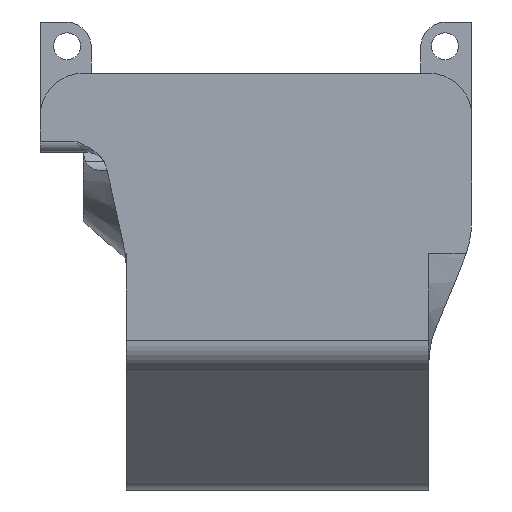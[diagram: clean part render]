
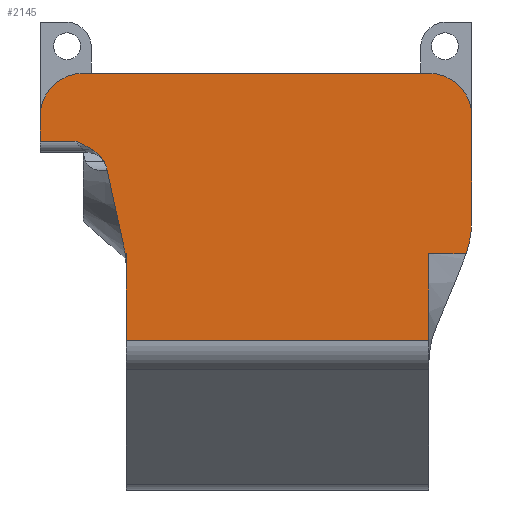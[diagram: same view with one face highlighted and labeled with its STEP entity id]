
A CAD part, left-side view. The second image highlights one B-rep face of the part: STEP entity #2145.
In plain terms, the highlighted planar face has unit normal (-1, 0, 0).
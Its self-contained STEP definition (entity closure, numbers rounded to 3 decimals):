
#26=ELLIPSE('',#2297,10.149,10.);
#27=ELLIPSE('',#2299,11.413,10.);
#72=B_SPLINE_CURVE_WITH_KNOTS('',3,(#3322,#3323,#3324,#3325,#3326,#3327,
#3328,#3329,#3330,#3331,#3332,#3333,#3334,#3335),.UNSPECIFIED.,.F.,.F.,
(4,2,2,2,2,2,4),(0.,0.087,0.208,0.324,
0.392,0.465,0.466),.UNSPECIFIED.);
#106=PLANE('',#2296);
#173=FACE_OUTER_BOUND('',#286,.T.);
#286=EDGE_LOOP('',(#1513,#1514,#1515,#1516,#1517,#1518,#1519,#1520,#1521,
#1522,#1523,#1524,#1525,#1526,#1527));
#388=LINE('',#3088,#586);
#393=LINE('',#3100,#591);
#400=LINE('',#3128,#598);
#421=LINE('',#3307,#619);
#422=LINE('',#3309,#620);
#423=LINE('',#3312,#621);
#424=LINE('',#3314,#622);
#425=LINE('',#3318,#623);
#426=LINE('',#3320,#624);
#427=LINE('',#3337,#625);
#586=VECTOR('',#2469,10.);
#591=VECTOR('',#2480,10.);
#598=VECTOR('',#2503,10.);
#619=VECTOR('',#2588,10.);
#620=VECTOR('',#2589,10.);
#621=VECTOR('',#2592,10.);
#622=VECTOR('',#2593,10.);
#623=VECTOR('',#2596,10.);
#624=VECTOR('',#2597,10.);
#625=VECTOR('',#2598,10.);
#804=CIRCLE('',#2294,4.);
#806=CIRCLE('',#2298,4.);
#857=VERTEX_POINT('',#3085);
#858=VERTEX_POINT('',#3087);
#862=VERTEX_POINT('',#3099);
#875=VERTEX_POINT('',#3127);
#902=VERTEX_POINT('',#3297);
#903=VERTEX_POINT('',#3298);
#906=VERTEX_POINT('',#3306);
#907=VERTEX_POINT('',#3308);
#908=VERTEX_POINT('',#3310);
#909=VERTEX_POINT('',#3313);
#910=VERTEX_POINT('',#3315);
#911=VERTEX_POINT('',#3317);
#912=VERTEX_POINT('',#3319);
#913=VERTEX_POINT('',#3321);
#914=VERTEX_POINT('',#3336);
#1077=EDGE_CURVE('',#857,#858,#388,.T.);
#1083=EDGE_CURVE('',#862,#858,#393,.T.);
#1097=EDGE_CURVE('',#875,#862,#400,.F.);
#1140=EDGE_CURVE('',#902,#903,#804,.T.);
#1144=EDGE_CURVE('',#906,#857,#421,.T.);
#1145=EDGE_CURVE('',#906,#907,#422,.F.);
#1146=EDGE_CURVE('',#908,#907,#26,.T.);
#1147=EDGE_CURVE('',#903,#908,#423,.T.);
#1148=EDGE_CURVE('',#902,#909,#424,.T.);
#1149=EDGE_CURVE('',#910,#909,#806,.T.);
#1150=EDGE_CURVE('',#911,#910,#425,.T.);
#1151=EDGE_CURVE('',#912,#911,#426,.T.);
#1152=EDGE_CURVE('',#913,#912,#72,.T.);
#1153=EDGE_CURVE('',#913,#914,#427,.F.);
#1154=EDGE_CURVE('',#914,#875,#27,.F.);
#1513=ORIENTED_EDGE('',*,*,#1077,.F.);
#1514=ORIENTED_EDGE('',*,*,#1144,.F.);
#1515=ORIENTED_EDGE('',*,*,#1145,.T.);
#1516=ORIENTED_EDGE('',*,*,#1146,.F.);
#1517=ORIENTED_EDGE('',*,*,#1147,.F.);
#1518=ORIENTED_EDGE('',*,*,#1140,.F.);
#1519=ORIENTED_EDGE('',*,*,#1148,.T.);
#1520=ORIENTED_EDGE('',*,*,#1149,.F.);
#1521=ORIENTED_EDGE('',*,*,#1150,.F.);
#1522=ORIENTED_EDGE('',*,*,#1151,.F.);
#1523=ORIENTED_EDGE('',*,*,#1152,.F.);
#1524=ORIENTED_EDGE('',*,*,#1153,.T.);
#1525=ORIENTED_EDGE('',*,*,#1154,.T.);
#1526=ORIENTED_EDGE('',*,*,#1097,.T.);
#1527=ORIENTED_EDGE('',*,*,#1083,.T.);
#2145=ADVANCED_FACE('',(#173),#106,.T.);
#2294=AXIS2_PLACEMENT_3D('',#3299,#2580,#2581);
#2296=AXIS2_PLACEMENT_3D('',#3305,#2586,#2587);
#2297=AXIS2_PLACEMENT_3D('',#3311,#2590,#2591);
#2298=AXIS2_PLACEMENT_3D('',#3316,#2594,#2595);
#2299=AXIS2_PLACEMENT_3D('',#3338,#2599,#2600);
#2469=DIRECTION('',(0.,1.,0.));
#2480=DIRECTION('',(0.,0.,-1.));
#2503=DIRECTION('',(0.,1.,0.));
#2580=DIRECTION('center_axis',(1.,0.,0.));
#2581=DIRECTION('ref_axis',(0.,-0.707,0.707));
#2586=DIRECTION('center_axis',(-1.,0.,0.));
#2587=DIRECTION('ref_axis',(0.,0.,1.));
#2588=DIRECTION('',(0.,0.,-1.));
#2589=DIRECTION('',(0.,1.,0.));
#2590=DIRECTION('center_axis',(1.,0.,0.));
#2591=DIRECTION('ref_axis',(0.,0.,-1.));
#2592=DIRECTION('',(0.,0.,-1.));
#2593=DIRECTION('',(0.,1.,0.));
#2594=DIRECTION('center_axis',(1.,0.,0.));
#2595=DIRECTION('ref_axis',(0.,0.707,0.707));
#2596=DIRECTION('',(0.,0.,1.));
#2597=DIRECTION('',(0.,1.,0.));
#2598=DIRECTION('',(0.,0.214,0.977));
#2599=DIRECTION('center_axis',(-1.,0.,0.));
#2600=DIRECTION('ref_axis',(0.,0.,1.));
#3085=CARTESIAN_POINT('',(-41.,-14.,15.854));
#3087=CARTESIAN_POINT('',(-41.,14.,15.854));
#3088=CARTESIAN_POINT('',(-41.,0.,15.854));
#3099=CARTESIAN_POINT('',(-41.,14.,23.889));
#3100=CARTESIAN_POINT('',(-41.,14.,32.074));
#3127=CARTESIAN_POINT('',(-41.,14.128,23.889));
#3128=CARTESIAN_POINT('',(-41.,0.,23.889));
#3297=CARTESIAN_POINT('',(-41.,-14.,40.6));
#3298=CARTESIAN_POINT('',(-41.,-18.,36.6));
#3299=CARTESIAN_POINT('Origin',(-41.,-14.,36.6));
#3305=CARTESIAN_POINT('Origin',(-41.,0.,2.));
#3306=CARTESIAN_POINT('',(-41.,-14.,23.889));
#3307=CARTESIAN_POINT('',(-41.,-14.,32.074));
#3308=CARTESIAN_POINT('',(-41.,-17.464,23.889));
#3309=CARTESIAN_POINT('',(-41.,0.,23.889));
#3310=CARTESIAN_POINT('',(-41.,-18.,27.166));
#3311=CARTESIAN_POINT('Origin',(-41.,-8.,27.166));
#3312=CARTESIAN_POINT('',(-41.,-18.,40.6));
#3313=CARTESIAN_POINT('',(-41.,18.,40.6));
#3314=CARTESIAN_POINT('',(-41.,0.,40.6));
#3315=CARTESIAN_POINT('',(-41.,22.,36.6));
#3316=CARTESIAN_POINT('Origin',(-41.,18.,36.6));
#3317=CARTESIAN_POINT('',(-41.,22.,34.291));
#3318=CARTESIAN_POINT('',(-41.,22.,40.6));
#3319=CARTESIAN_POINT('',(-41.,18.673,34.291));
#3320=CARTESIAN_POINT('',(-41.,11.,34.291));
#3321=CARTESIAN_POINT('',(-41.,15.828,31.816));
#3322=CARTESIAN_POINT('Ctrl Pts',(-41.,15.828,31.816));
#3323=CARTESIAN_POINT('Ctrl Pts',(-41.,15.891,32.1));
#3324=CARTESIAN_POINT('Ctrl Pts',(-41.,16.009,32.367));
#3325=CARTESIAN_POINT('Ctrl Pts',(-41.,16.397,32.945));
#3326=CARTESIAN_POINT('Ctrl Pts',(-41.,16.679,33.194));
#3327=CARTESIAN_POINT('Ctrl Pts',(-41.,17.166,33.55));
#3328=CARTESIAN_POINT('Ctrl Pts',(-41.,17.423,33.697));
#3329=CARTESIAN_POINT('Ctrl Pts',(-41.,17.842,33.91));
#3330=CARTESIAN_POINT('Ctrl Pts',(-41.,17.999,33.984));
#3331=CARTESIAN_POINT('Ctrl Pts',(-41.,18.326,34.134));
#3332=CARTESIAN_POINT('Ctrl Pts',(-41.,18.496,34.21));
#3333=CARTESIAN_POINT('Ctrl Pts',(-41.,18.667,34.289));
#3334=CARTESIAN_POINT('Ctrl Pts',(-41.,18.67,34.29));
#3335=CARTESIAN_POINT('Ctrl Pts',(-41.,18.673,34.291));
#3336=CARTESIAN_POINT('',(-41.,14.299,24.833));
#3337=CARTESIAN_POINT('',(-41.,12.539,16.799));
#3338=CARTESIAN_POINT('Origin',(-41.,24.,22.065));
